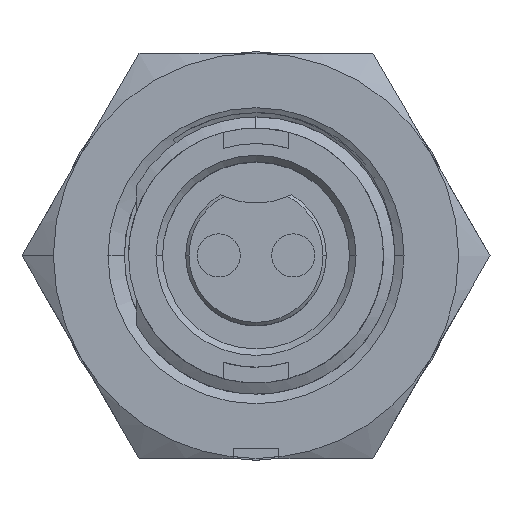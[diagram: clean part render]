
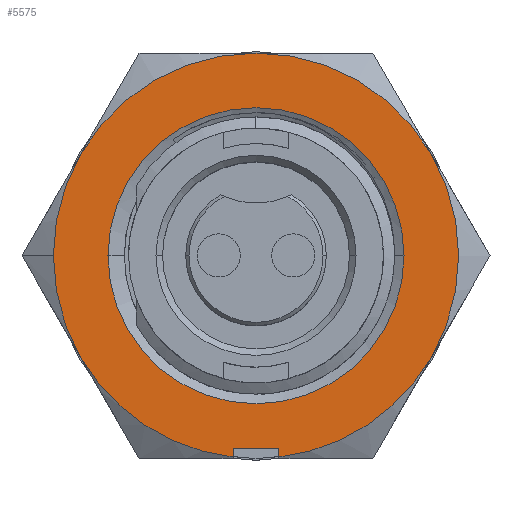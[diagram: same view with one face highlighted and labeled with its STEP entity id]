
A CAD part, top view. The second image highlights one B-rep face of the part: STEP entity #5575.
In plain terms, the highlighted planar face has unit normal (0, 0, 1).
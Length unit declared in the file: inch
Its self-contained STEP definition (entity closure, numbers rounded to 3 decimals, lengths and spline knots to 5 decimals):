
#902 = CARTESIAN_POINT ( 'NONE',  ( 0., 0., 0.27137 ) ) ;
#910 = DIRECTION ( 'NONE',  ( 0., 0., -1. ) ) ;
#912 = DIRECTION ( 'NONE',  ( -1., 0., 0. ) ) ;
#944 = CARTESIAN_POINT ( 'NONE',  ( 0., 0., 0.27137 ) ) ;
#946 = DIRECTION ( 'NONE',  ( 0., 0., -1. ) ) ;
#948 = DIRECTION ( 'NONE',  ( 0., 1., 0. ) ) ;
#1149 = DIRECTION ( 'NONE',  ( -1., 0., 0. ) ) ;
#1150 = DIRECTION ( 'NONE',  ( 0., 0., -1. ) ) ;
#1152 = CARTESIAN_POINT ( 'NONE',  ( 0., 0., 0.27137 ) ) ;
#1163 = DIRECTION ( 'NONE',  ( -1., 0., 0. ) ) ;
#1165 = DIRECTION ( 'NONE',  ( 0., 0., -1. ) ) ;
#1249 = CARTESIAN_POINT ( 'NONE',  ( 0., 0., 0.27137 ) ) ;
#1456 = DIRECTION ( 'NONE',  ( -1., 0., 0. ) ) ;
#1463 = DIRECTION ( 'NONE',  ( 0., 0., -1. ) ) ;
#1485 = CARTESIAN_POINT ( 'NONE',  ( 0., 0., 0.27137 ) ) ;
#2542 = CIRCLE ( 'NONE', #10361, 0.2265 ) ;
#2553 = CIRCLE ( 'NONE', #10596, 0.31 ) ;
#2554 = CIRCLE ( 'NONE', #9500, 0.31 ) ;
#2555 = CIRCLE ( 'NONE', #9503, 0.31 ) ;
#2563 = CIRCLE ( 'NONE', #10174, 0.2265 ) ;
#2564 = CIRCLE ( 'NONE', #9529, 0.31 ) ;
#2571 = CIRCLE ( 'NONE', #11251, 0.31 ) ;
#2582 = CIRCLE ( 'NONE', #9530, 0.31 ) ;
#2592 = CIRCLE ( 'NONE', #11287, 0.31 ) ;
#4267 = PLANE ( 'NONE',  #10870 ) ;
#4268 = CARTESIAN_POINT ( 'NONE',  ( 0., 0.62, 0.27137 ) ) ;
#4269 = DIRECTION ( 'NONE',  ( 0., 0., -1. ) ) ;
#4270 = DIRECTION ( 'NONE',  ( 0., 1., 0. ) ) ;
#5271 = EDGE_CURVE ( 'NONE', #11298, #10916, #2564, .T. ) ;
#5275 = EDGE_CURVE ( 'NONE', #10916, #10858, #2582, .T. ) ;
#5285 = EDGE_CURVE ( 'NONE', #10886, #11298, #2555, .T. ) ;
#5288 = EDGE_CURVE ( 'NONE', #11610, #10869, #2554, .T. ) ;
#5310 = EDGE_CURVE ( 'NONE', #10869, #10886, #2553, .T. ) ;
#5413 = EDGE_CURVE ( 'NONE', #11606, #11322, #2542, .T. ) ;
#5426 = EDGE_CURVE ( 'NONE', #11322, #11606, #2563, .T. ) ;
#5575 = ADVANCED_FACE ( 'NONE', ( #10861, #10866 ), #4267, .F. ) ;
#5649 = EDGE_CURVE ( 'NONE', #11580, #11462, #12708, .T. ) ;
#5650 = EDGE_CURVE ( 'NONE', #11610, #11577, #12711, .T. ) ;
#5651 = EDGE_CURVE ( 'NONE', #11577, #11580, #12714, .T. ) ;
#5653 = EDGE_CURVE ( 'NONE', #11214, #11462, #2592, .T. ) ;
#5659 = EDGE_CURVE ( 'NONE', #10858, #11214, #2571, .T. ) ;
#8833 = CARTESIAN_POINT ( 'NONE',  ( 0., 0., 0.27137 ) ) ;
#8834 = DIRECTION ( 'NONE',  ( 0., 0., 1. ) ) ;
#8835 = DIRECTION ( 'NONE',  ( 1., 0., 0. ) ) ;
#8921 = CARTESIAN_POINT ( 'NONE',  ( 0., 0., 0.27137 ) ) ;
#8922 = DIRECTION ( 'NONE',  ( 0., 0., 1. ) ) ;
#8923 = DIRECTION ( 'NONE',  ( 1., 0., 0. ) ) ;
#9500 = AXIS2_PLACEMENT_3D ( 'NONE', #1249, #1165, #1163 ) ;
#9503 = AXIS2_PLACEMENT_3D ( 'NONE', #1485, #1463, #1456 ) ;
#9529 = AXIS2_PLACEMENT_3D ( 'NONE', #902, #910, #912 ) ;
#9530 = AXIS2_PLACEMENT_3D ( 'NONE', #944, #946, #948 ) ;
#10174 = AXIS2_PLACEMENT_3D ( 'NONE', #8921, #8922, #8923 ) ;
#10332 = EDGE_LOOP ( 'NONE', ( #10734, #10703, #10705, #10708, #10715, #10712, #10700, #10731, #10710, #10727 ) ) ;
#10361 = AXIS2_PLACEMENT_3D ( 'NONE', #8833, #8834, #8835 ) ;
#10364 = EDGE_LOOP ( 'NONE', ( #10724, #10695 ) ) ;
#10596 = AXIS2_PLACEMENT_3D ( 'NONE', #1152, #1150, #1149 ) ;
#10695 = ORIENTED_EDGE ( 'NONE', *, *, #5426, .F. ) ;
#10700 = ORIENTED_EDGE ( 'NONE', *, *, #5271, .F. ) ;
#10703 = ORIENTED_EDGE ( 'NONE', *, *, #5651, .T. ) ;
#10705 = ORIENTED_EDGE ( 'NONE', *, *, #5649, .T. ) ;
#10708 = ORIENTED_EDGE ( 'NONE', *, *, #5653, .F. ) ;
#10710 = ORIENTED_EDGE ( 'NONE', *, *, #5310, .F. ) ;
#10712 = ORIENTED_EDGE ( 'NONE', *, *, #5275, .F. ) ;
#10715 = ORIENTED_EDGE ( 'NONE', *, *, #5659, .F. ) ;
#10724 = ORIENTED_EDGE ( 'NONE', *, *, #5413, .F. ) ;
#10727 = ORIENTED_EDGE ( 'NONE', *, *, #5288, .F. ) ;
#10731 = ORIENTED_EDGE ( 'NONE', *, *, #5285, .F. ) ;
#10734 = ORIENTED_EDGE ( 'NONE', *, *, #5650, .T. ) ;
#10858 = VERTEX_POINT ( 'NONE', #12922 ) ;
#10861 = FACE_OUTER_BOUND ( 'NONE', #10332, .T. ) ;
#10866 = FACE_BOUND ( 'NONE', #10364, .T. ) ;
#10869 = VERTEX_POINT ( 'NONE', #12927 ) ;
#10870 = AXIS2_PLACEMENT_3D ( 'NONE', #4268, #4269, #4270 ) ;
#10886 = VERTEX_POINT ( 'NONE', #12934 ) ;
#10916 = VERTEX_POINT ( 'NONE', #12943 ) ;
#11214 = VERTEX_POINT ( 'NONE', #12945 ) ;
#11251 = AXIS2_PLACEMENT_3D ( 'NONE', #12750, #12751, #12752 ) ;
#11287 = AXIS2_PLACEMENT_3D ( 'NONE', #12698, #12720, #12721 ) ;
#11290 = VECTOR ( 'NONE', #12710, 39.37008 ) ;
#11295 = VECTOR ( 'NONE', #12713, 39.37008 ) ;
#11298 = VERTEX_POINT ( 'NONE', #12968 ) ;
#11299 = VECTOR ( 'NONE', #12716, 39.37008 ) ;
#11322 = VERTEX_POINT ( 'NONE', #12980 ) ;
#11462 = VERTEX_POINT ( 'NONE', #13001 ) ;
#11577 = VERTEX_POINT ( 'NONE', #13046 ) ;
#11580 = VERTEX_POINT ( 'NONE', #13047 ) ;
#11606 = VERTEX_POINT ( 'NONE', #13059 ) ;
#11610 = VERTEX_POINT ( 'NONE', #13061 ) ;
#12698 = CARTESIAN_POINT ( 'NONE',  ( 0., 0., 0.27137 ) ) ;
#12708 = LINE ( 'NONE', #12709, #11290 ) ;
#12709 = CARTESIAN_POINT ( 'NONE',  ( 0.035, -0.35188, 0.27137 ) ) ;
#12710 = DIRECTION ( 'NONE',  ( 0., -1., 0. ) ) ;
#12711 = LINE ( 'NONE', #12712, #11295 ) ;
#12712 = CARTESIAN_POINT ( 'NONE',  ( -0.035, -0.35188, 0.27137 ) ) ;
#12713 = DIRECTION ( 'NONE',  ( 0., 1., 0. ) ) ;
#12714 = LINE ( 'NONE', #12715, #11299 ) ;
#12715 = CARTESIAN_POINT ( 'NONE',  ( 0.035, -0.295, 0.27137 ) ) ;
#12716 = DIRECTION ( 'NONE',  ( 1., 0., 0. ) ) ;
#12720 = DIRECTION ( 'NONE',  ( 0., 0., -1. ) ) ;
#12721 = DIRECTION ( 'NONE',  ( -1., 0., 0. ) ) ;
#12750 = CARTESIAN_POINT ( 'NONE',  ( 0., 0., 0.27137 ) ) ;
#12751 = DIRECTION ( 'NONE',  ( 0., 0., -1. ) ) ;
#12752 = DIRECTION ( 'NONE',  ( -1., 0., 0. ) ) ;
#12922 = CARTESIAN_POINT ( 'NONE',  ( 0.26847, 0.155, 0.27137 ) ) ;
#12927 = CARTESIAN_POINT ( 'NONE',  ( -0.26847, -0.155, 0.27137 ) ) ;
#12934 = CARTESIAN_POINT ( 'NONE',  ( -0.31, 0., 0.27137 ) ) ;
#12943 = CARTESIAN_POINT ( 'NONE',  ( 0., 0.31, 0.27137 ) ) ;
#12945 = CARTESIAN_POINT ( 'NONE',  ( 0.26847, -0.155, 0.27137 ) ) ;
#12968 = CARTESIAN_POINT ( 'NONE',  ( -0.26847, 0.155, 0.27137 ) ) ;
#12980 = CARTESIAN_POINT ( 'NONE',  ( -0.2265, 0., 0.27137 ) ) ;
#13001 = CARTESIAN_POINT ( 'NONE',  ( 0.035, -0.30802, 0.27137 ) ) ;
#13046 = CARTESIAN_POINT ( 'NONE',  ( -0.035, -0.295, 0.27137 ) ) ;
#13047 = CARTESIAN_POINT ( 'NONE',  ( 0.035, -0.295, 0.27137 ) ) ;
#13059 = CARTESIAN_POINT ( 'NONE',  ( 0.2265, 0., 0.27137 ) ) ;
#13061 = CARTESIAN_POINT ( 'NONE',  ( -0.035, -0.30802, 0.27137 ) ) ;
